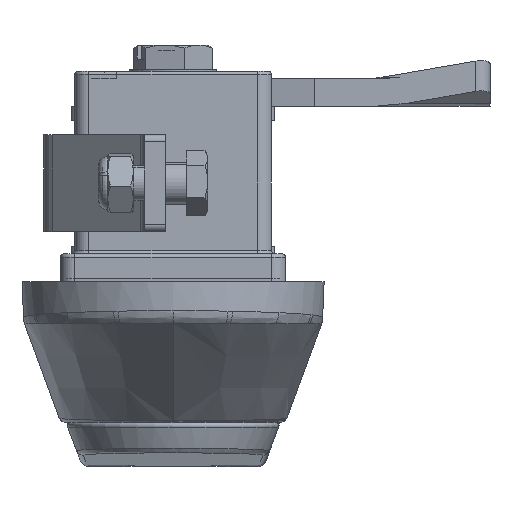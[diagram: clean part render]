
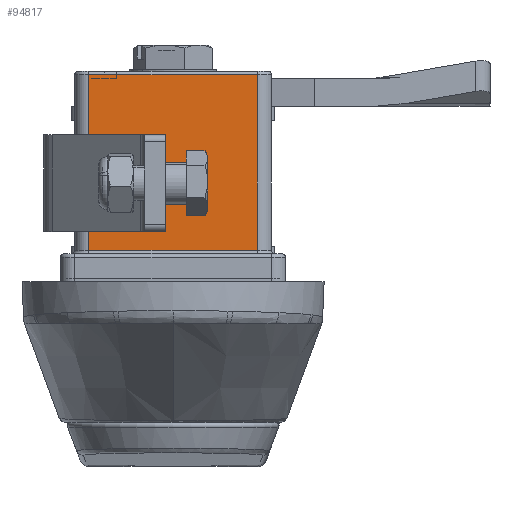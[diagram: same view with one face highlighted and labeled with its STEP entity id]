
A CAD part, front view. The second image highlights one B-rep face of the part: STEP entity #94817.
In plain terms, the highlighted planar face has unit normal (0, -1, 0).
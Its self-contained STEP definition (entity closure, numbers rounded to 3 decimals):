
#200 = DIRECTION ( 'NONE',  ( -1., 0., 0. ) ) ;
#539 = DIRECTION ( 'NONE',  ( 0., 0., -1. ) ) ;
#1211 = ORIENTED_EDGE ( 'NONE', *, *, #99527, .T. ) ;
#12820 = VERTEX_POINT ( 'NONE', #43328 ) ;
#13669 = FACE_OUTER_BOUND ( 'NONE', #80748, .T. ) ;
#16132 = LINE ( 'NONE', #63430, #49695 ) ;
#18935 = CARTESIAN_POINT ( 'NONE',  ( 12.428, -78.825, 32.5 ) ) ;
#28601 = EDGE_CURVE ( 'NONE', #36117, #12820, #31374, .T. ) ;
#29706 = ORIENTED_EDGE ( 'NONE', *, *, #89013, .T. ) ;
#31374 = LINE ( 'NONE', #46434, #69019 ) ;
#36117 = VERTEX_POINT ( 'NONE', #18935 ) ;
#41766 = ORIENTED_EDGE ( 'NONE', *, *, #28601, .T. ) ;
#42733 = LINE ( 'NONE', #97879, #45588 ) ;
#42899 = EDGE_CURVE ( 'NONE', #77333, #36117, #86157, .T. ) ;
#43328 = CARTESIAN_POINT ( 'NONE',  ( -11.572, -78.825, 32.5 ) ) ;
#43350 = CARTESIAN_POINT ( 'NONE',  ( 14.428, -78.825, -38.528 ) ) ;
#43957 = VERTEX_POINT ( 'NONE', #90676 ) ;
#44350 = DIRECTION ( 'NONE',  ( 1., 0., 0. ) ) ;
#45588 = VECTOR ( 'NONE', #59320, 1000. ) ;
#46434 = CARTESIAN_POINT ( 'NONE',  ( 14.428, -78.825, 32.5 ) ) ;
#49695 = VECTOR ( 'NONE', #539, 1000. ) ;
#51637 = DIRECTION ( 'NONE',  ( 0., 1., 0. ) ) ;
#59320 = DIRECTION ( 'NONE',  ( 1., 0., 0. ) ) ;
#60646 = CARTESIAN_POINT ( 'NONE',  ( 12.428, -78.825, -38.528 ) ) ;
#61955 = CARTESIAN_POINT ( 'NONE',  ( 12.428, -78.825, 7.5 ) ) ;
#63430 = CARTESIAN_POINT ( 'NONE',  ( -11.572, -78.825, -38.528 ) ) ;
#69019 = VECTOR ( 'NONE', #200, 1000. ) ;
#75832 = ORIENTED_EDGE ( 'NONE', *, *, #42899, .T. ) ;
#77333 = VERTEX_POINT ( 'NONE', #61955 ) ;
#78448 = AXIS2_PLACEMENT_3D ( 'NONE', #43350, #51637, #44350 ) ;
#80748 = EDGE_LOOP ( 'NONE', ( #75832, #41766, #29706, #1211 ) ) ;
#86157 = LINE ( 'NONE', #60646, #102149 ) ;
#89013 = EDGE_CURVE ( 'NONE', #12820, #43957, #16132, .T. ) ;
#90676 = CARTESIAN_POINT ( 'NONE',  ( -11.572, -78.825, 7.5 ) ) ;
#91690 = PLANE ( 'NONE',  #78448 ) ;
#92400 = DIRECTION ( 'NONE',  ( 0., 0., 1. ) ) ;
#94817 = ADVANCED_FACE ( 'NONE', ( #13669 ), #91690, .F. ) ;
#97879 = CARTESIAN_POINT ( 'NONE',  ( 12.428, -78.825, 7.5 ) ) ;
#99527 = EDGE_CURVE ( 'NONE', #43957, #77333, #42733, .T. ) ;
#102149 = VECTOR ( 'NONE', #92400, 1000. ) ;
